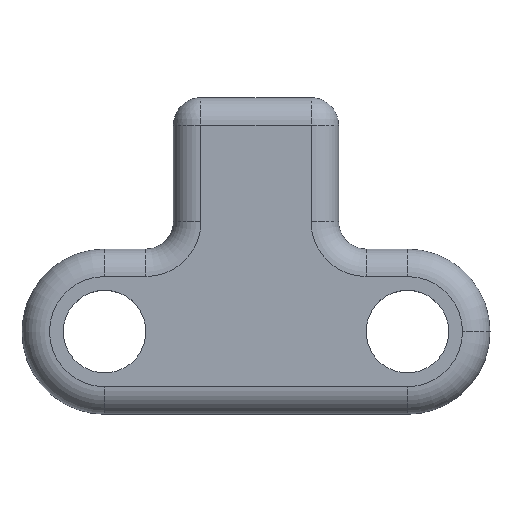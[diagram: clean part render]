
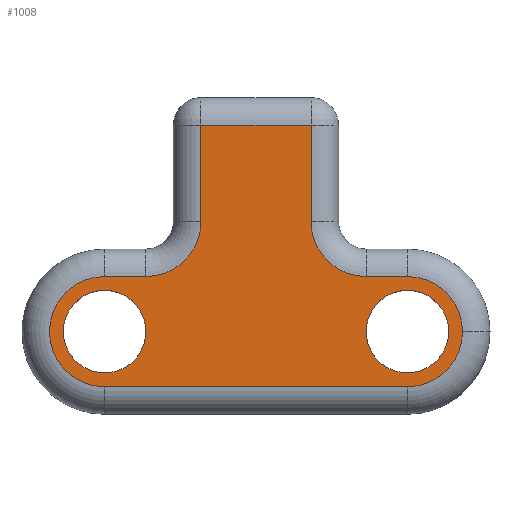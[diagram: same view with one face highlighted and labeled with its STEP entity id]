
A CAD part, top view. The second image highlights one B-rep face of the part: STEP entity #1008.
In plain terms, the highlighted planar face has unit normal (0, 0, 1).
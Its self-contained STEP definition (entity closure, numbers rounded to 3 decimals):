
#19 = VERTEX_POINT ( 'NONE', #295 ) ;
#21 = DIRECTION ( 'NONE',  ( 1., 0., 0. ) ) ;
#22 = EDGE_CURVE ( 'NONE', #1035, #19, #1125, .T. ) ;
#43 = CARTESIAN_POINT ( 'NONE',  ( 7., 0., 3. ) ) ;
#49 = DIRECTION ( 'NONE',  ( 1., 0., 0. ) ) ;
#67 = DIRECTION ( 'NONE',  ( 1., 0., 0. ) ) ;
#68 = EDGE_CURVE ( 'NONE', #976, #491, #870, .T. ) ;
#88 = CARTESIAN_POINT ( 'NONE',  ( -4., 2., 3. ) ) ;
#93 = EDGE_LOOP ( 'NONE', ( #1093, #133 ) ) ;
#114 = CARTESIAN_POINT ( 'NONE',  ( 5.5, 0., 3. ) ) ;
#124 = EDGE_CURVE ( 'NONE', #1049, #1213, #246, .T. ) ;
#125 = AXIS2_PLACEMENT_3D ( 'NONE', #839, #244, #353 ) ;
#133 = ORIENTED_EDGE ( 'NONE', *, *, #1134, .F. ) ;
#135 = EDGE_CURVE ( 'NONE', #892, #1090, #545, .T. ) ;
#140 = CARTESIAN_POINT ( 'NONE',  ( -2., 0., 3. ) ) ;
#145 = ORIENTED_EDGE ( 'NONE', *, *, #693, .T. ) ;
#149 = DIRECTION ( 'NONE',  ( 0., 0., 1. ) ) ;
#154 = DIRECTION ( 'NONE',  ( 0., -1., 0. ) ) ;
#158 = CARTESIAN_POINT ( 'NONE',  ( 2., 7.5, 3. ) ) ;
#161 = DIRECTION ( 'NONE',  ( 0., 0., 1. ) ) ;
#184 = AXIS2_PLACEMENT_3D ( 'NONE', #399, #1282, #21 ) ;
#193 = CARTESIAN_POINT ( 'NONE',  ( 5.5, -2., 3. ) ) ;
#202 = VERTEX_POINT ( 'NONE', #891 ) ;
#216 = LINE ( 'NONE', #451, #430 ) ;
#220 = CARTESIAN_POINT ( 'NONE',  ( -7., 0., 3. ) ) ;
#223 = VECTOR ( 'NONE', #154, 1000. ) ;
#228 = VECTOR ( 'NONE', #702, 1000. ) ;
#235 = FACE_BOUND ( 'NONE', #93, .T. ) ;
#243 = CARTESIAN_POINT ( 'NONE',  ( 0., 0., 3. ) ) ;
#244 = DIRECTION ( 'NONE',  ( 0., 0., 1. ) ) ;
#246 = LINE ( 'NONE', #140, #223 ) ;
#249 = CIRCLE ( 'NONE', #791, 2. ) ;
#285 = CARTESIAN_POINT ( 'NONE',  ( -2., 4., 3. ) ) ;
#288 = DIRECTION ( 'NONE',  ( 0., 1., 0. ) ) ;
#295 = CARTESIAN_POINT ( 'NONE',  ( 2., 4., 3. ) ) ;
#340 = VECTOR ( 'NONE', #987, 1000. ) ;
#353 = DIRECTION ( 'NONE',  ( 1., 0., 0. ) ) ;
#354 = ORIENTED_EDGE ( 'NONE', *, *, #1201, .T. ) ;
#380 = CIRCLE ( 'NONE', #1018, 1.5 ) ;
#395 = CARTESIAN_POINT ( 'NONE',  ( 4., 0., 3. ) ) ;
#399 = CARTESIAN_POINT ( 'NONE',  ( 4., 4., 3. ) ) ;
#415 = ORIENTED_EDGE ( 'NONE', *, *, #1048, .T. ) ;
#422 = LINE ( 'NONE', #981, #1252 ) ;
#427 = AXIS2_PLACEMENT_3D ( 'NONE', #455, #1025, #946 ) ;
#429 = ORIENTED_EDGE ( 'NONE', *, *, #931, .T. ) ;
#430 = VECTOR ( 'NONE', #1007, 1000. ) ;
#435 = DIRECTION ( 'NONE',  ( 0., 0., 1. ) ) ;
#451 = CARTESIAN_POINT ( 'NONE',  ( 0., 2., 3. ) ) ;
#455 = CARTESIAN_POINT ( 'NONE',  ( 5.5, 0., 3. ) ) ;
#457 = EDGE_LOOP ( 'NONE', ( #1238, #1200 ) ) ;
#476 = ORIENTED_EDGE ( 'NONE', *, *, #908, .T. ) ;
#479 = CARTESIAN_POINT ( 'NONE',  ( -5.5, 0., 3. ) ) ;
#488 = AXIS2_PLACEMENT_3D ( 'NONE', #114, #518, #911 ) ;
#491 = VERTEX_POINT ( 'NONE', #570 ) ;
#512 = ORIENTED_EDGE ( 'NONE', *, *, #676, .T. ) ;
#518 = DIRECTION ( 'NONE',  ( 0., 0., 1. ) ) ;
#520 = FACE_OUTER_BOUND ( 'NONE', #1180, .T. ) ;
#523 = EDGE_CURVE ( 'NONE', #1004, #684, #938, .T. ) ;
#535 = VERTEX_POINT ( 'NONE', #158 ) ;
#540 = ORIENTED_EDGE ( 'NONE', *, *, #22, .T. ) ;
#545 = CIRCLE ( 'NONE', #1101, 2. ) ;
#567 = AXIS2_PLACEMENT_3D ( 'NONE', #243, #435, #1217 ) ;
#570 = CARTESIAN_POINT ( 'NONE',  ( 5.5, 2., 3. ) ) ;
#582 = EDGE_CURVE ( 'NONE', #716, #202, #380, .T. ) ;
#583 = DIRECTION ( 'NONE',  ( 1., 0., 0. ) ) ;
#612 = ORIENTED_EDGE ( 'NONE', *, *, #68, .T. ) ;
#620 = CARTESIAN_POINT ( 'NONE',  ( -2., 7.5, 3. ) ) ;
#639 = PLANE ( 'NONE',  #567 ) ;
#653 = CIRCLE ( 'NONE', #1189, 2. ) ;
#670 = CIRCLE ( 'NONE', #835, 1.5 ) ;
#676 = EDGE_CURVE ( 'NONE', #923, #976, #249, .T. ) ;
#683 = CARTESIAN_POINT ( 'NONE',  ( -5.5, 0., 3. ) ) ;
#684 = VERTEX_POINT ( 'NONE', #395 ) ;
#687 = LINE ( 'NONE', #1190, #228 ) ;
#693 = EDGE_CURVE ( 'NONE', #19, #535, #786, .T. ) ;
#702 = DIRECTION ( 'NONE',  ( 1., 0., 0. ) ) ;
#716 = VERTEX_POINT ( 'NONE', #220 ) ;
#720 = FACE_BOUND ( 'NONE', #457, .T. ) ;
#755 = CIRCLE ( 'NONE', #488, 1.5 ) ;
#757 = DIRECTION ( 'NONE',  ( 0., 0., -1. ) ) ;
#762 = CARTESIAN_POINT ( 'NONE',  ( -5.5, 0., 3. ) ) ;
#776 = CARTESIAN_POINT ( 'NONE',  ( 2., 7.5, 3. ) ) ;
#786 = LINE ( 'NONE', #776, #977 ) ;
#791 = AXIS2_PLACEMENT_3D ( 'NONE', #1074, #1087, #890 ) ;
#806 = CARTESIAN_POINT ( 'NONE',  ( 0., 2., 3. ) ) ;
#811 = DIRECTION ( 'NONE',  ( -1., 0., 0. ) ) ;
#835 = AXIS2_PLACEMENT_3D ( 'NONE', #762, #149, #49 ) ;
#839 = CARTESIAN_POINT ( 'NONE',  ( 5.5, 0., 3. ) ) ;
#870 = CIRCLE ( 'NONE', #427, 2. ) ;
#876 = DIRECTION ( 'NONE',  ( 0., 0., 1. ) ) ;
#890 = DIRECTION ( 'NONE',  ( 1., 0., 0. ) ) ;
#891 = CARTESIAN_POINT ( 'NONE',  ( -4., 0., 3. ) ) ;
#892 = VERTEX_POINT ( 'NONE', #1086 ) ;
#897 = LINE ( 'NONE', #806, #340 ) ;
#908 = EDGE_CURVE ( 'NONE', #535, #1049, #422, .T. ) ;
#909 = VERTEX_POINT ( 'NONE', #88 ) ;
#911 = DIRECTION ( 'NONE',  ( 1., 0., 0. ) ) ;
#923 = VERTEX_POINT ( 'NONE', #193 ) ;
#931 = EDGE_CURVE ( 'NONE', #909, #892, #897, .T. ) ;
#938 = CIRCLE ( 'NONE', #125, 1.5 ) ;
#946 = DIRECTION ( 'NONE',  ( 1., 0., 0. ) ) ;
#950 = EDGE_CURVE ( 'NONE', #684, #1004, #755, .T. ) ;
#951 = ORIENTED_EDGE ( 'NONE', *, *, #1269, .T. ) ;
#959 = ORIENTED_EDGE ( 'NONE', *, *, #135, .T. ) ;
#967 = CARTESIAN_POINT ( 'NONE',  ( -4., 4., 3. ) ) ;
#976 = VERTEX_POINT ( 'NONE', #1033 ) ;
#977 = VECTOR ( 'NONE', #288, 1000. ) ;
#981 = CARTESIAN_POINT ( 'NONE',  ( 0., 7.5, 3. ) ) ;
#987 = DIRECTION ( 'NONE',  ( -1., 0., 0. ) ) ;
#1004 = VERTEX_POINT ( 'NONE', #43 ) ;
#1007 = DIRECTION ( 'NONE',  ( -1., 0., 0. ) ) ;
#1008 = ADVANCED_FACE ( 'NONE', ( #520, #720, #235 ), #639, .T. ) ;
#1012 = CARTESIAN_POINT ( 'NONE',  ( 4., 2., 3. ) ) ;
#1018 = AXIS2_PLACEMENT_3D ( 'NONE', #479, #876, #1069 ) ;
#1025 = DIRECTION ( 'NONE',  ( 0., 0., 1. ) ) ;
#1033 = CARTESIAN_POINT ( 'NONE',  ( 7.5, 0., 3. ) ) ;
#1035 = VERTEX_POINT ( 'NONE', #1012 ) ;
#1048 = EDGE_CURVE ( 'NONE', #491, #1035, #216, .T. ) ;
#1049 = VERTEX_POINT ( 'NONE', #620 ) ;
#1069 = DIRECTION ( 'NONE',  ( 1., 0., 0. ) ) ;
#1074 = CARTESIAN_POINT ( 'NONE',  ( 5.5, 0., 3. ) ) ;
#1086 = CARTESIAN_POINT ( 'NONE',  ( -5.5, 2., 3. ) ) ;
#1087 = DIRECTION ( 'NONE',  ( 0., 0., 1. ) ) ;
#1090 = VERTEX_POINT ( 'NONE', #1171 ) ;
#1093 = ORIENTED_EDGE ( 'NONE', *, *, #582, .F. ) ;
#1101 = AXIS2_PLACEMENT_3D ( 'NONE', #683, #161, #583 ) ;
#1125 = CIRCLE ( 'NONE', #184, 2. ) ;
#1134 = EDGE_CURVE ( 'NONE', #202, #716, #670, .T. ) ;
#1171 = CARTESIAN_POINT ( 'NONE',  ( -5.5, -2., 3. ) ) ;
#1180 = EDGE_LOOP ( 'NONE', ( #429, #959, #951, #512, #612, #415, #540, #145, #476, #1273, #354 ) ) ;
#1189 = AXIS2_PLACEMENT_3D ( 'NONE', #967, #757, #67 ) ;
#1190 = CARTESIAN_POINT ( 'NONE',  ( 5.5, -2., 3. ) ) ;
#1200 = ORIENTED_EDGE ( 'NONE', *, *, #523, .F. ) ;
#1201 = EDGE_CURVE ( 'NONE', #1213, #909, #653, .T. ) ;
#1213 = VERTEX_POINT ( 'NONE', #285 ) ;
#1217 = DIRECTION ( 'NONE',  ( 1., 0., 0. ) ) ;
#1238 = ORIENTED_EDGE ( 'NONE', *, *, #950, .F. ) ;
#1252 = VECTOR ( 'NONE', #811, 1000. ) ;
#1269 = EDGE_CURVE ( 'NONE', #1090, #923, #687, .T. ) ;
#1273 = ORIENTED_EDGE ( 'NONE', *, *, #124, .T. ) ;
#1282 = DIRECTION ( 'NONE',  ( 0., 0., -1. ) ) ;
